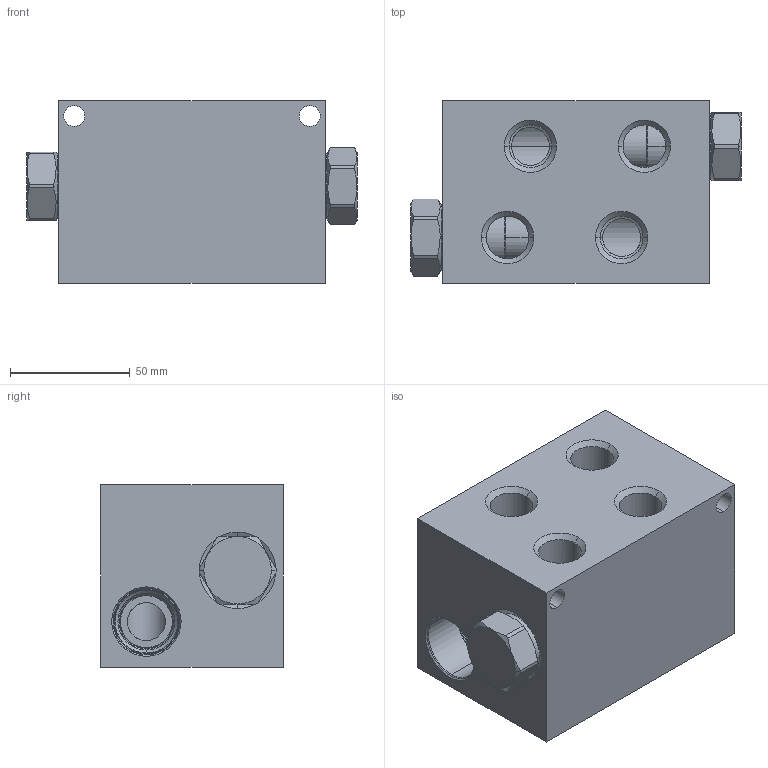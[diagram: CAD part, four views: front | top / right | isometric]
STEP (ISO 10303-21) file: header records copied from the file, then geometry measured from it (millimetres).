
FILE_DESCRIPTION((''),'2;1');
FILE_NAME('B8C_ASM','2019-11-11T',('ProEService'),(''),'PRO/ENGINEER BY PARAMETRIC TECHNOLOGY CORPORATION, 2014200','PRO/ENGINEER BY PARAMETRIC TECHNOLOGY CORPORATION, 2014200','');
FILE_SCHEMA(('CONFIG_CONTROL_DESIGN'));
Length unit declared in the file: inch
Products named in the file (3): 150-054-002; CXFAXCN; B8C_ASM
Assembly tree (3 placements, depth 2):
  B8C_ASM
    150-054-002
    CXFAXCN  x2
Bounding box: 138.1 x 76.2 x 76.2 mm (x, y, z)
Volume: 531169.8 mm3; surface area: 90665.1 mm2
Topology: 7 solids, 7 shells, 340 faces, 1127 edges, 956 vertices
Faces by surface type: cylinder 132, cone 84, plane 56, torus 52, revolution 16
Entity records: 11173 total; most frequent: CARTESIAN_POINT 3523, DIRECTION 1666, ORIENTED_EDGE 1126, EDGE_CURVE 563, VECTOR 560, LINE 560, AXIS2_PLACEMENT_3D 549, TRIMMED_CURVE 357
